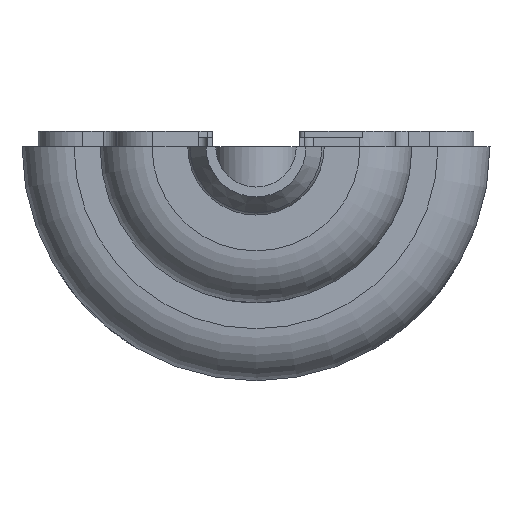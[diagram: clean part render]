
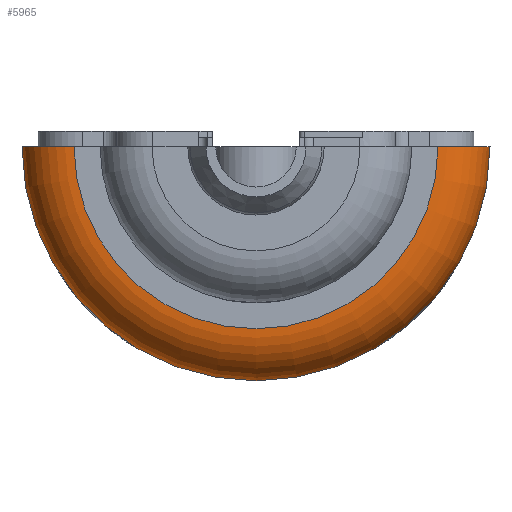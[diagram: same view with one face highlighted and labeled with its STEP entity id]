
A CAD part, front view. The second image highlights one B-rep face of the part: STEP entity #5965.
In plain terms, the highlighted toroidal (fillet/blend) face has major radius 17.78 mm and minor radius 5.08 mm.
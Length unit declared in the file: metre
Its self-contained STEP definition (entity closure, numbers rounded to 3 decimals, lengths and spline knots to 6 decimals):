
#1165=TOROIDAL_SURFACE('',#6499,0.01778,0.00508);
#1229=CIRCLE('',#6314,0.00508);
#1315=CIRCLE('',#6442,0.00508);
#1332=CIRCLE('',#6463,0.02286);
#1343=CIRCLE('',#6481,0.01778);
#2152=ORIENTED_EDGE('',*,*,#3834,.F.);
#2153=ORIENTED_EDGE('',*,*,#3888,.F.);
#2154=ORIENTED_EDGE('',*,*,#3478,.F.);
#2155=ORIENTED_EDGE('',*,*,#3874,.F.);
#3478=EDGE_CURVE('',#4393,#4394,#1229,.F.);
#3834=EDGE_CURVE('',#4729,#4730,#1315,.T.);
#3874=EDGE_CURVE('',#4730,#4393,#1332,.F.);
#3888=EDGE_CURVE('',#4394,#4729,#1343,.T.);
#4393=VERTEX_POINT('',#8923);
#4394=VERTEX_POINT('',#8925);
#4729=VERTEX_POINT('',#9947);
#4730=VERTEX_POINT('',#9949);
#5109=EDGE_LOOP('',(#2152,#2153,#2154,#2155));
#5515=FACE_BOUND('',#5109,.T.);
#5965=ADVANCED_FACE('',(#5515),#1165,.T.);
#6314=AXIS2_PLACEMENT_3D('',#8924,#7052,#7053);
#6442=AXIS2_PLACEMENT_3D('',#9948,#7506,#7507);
#6463=AXIS2_PLACEMENT_3D('',#10052,#7569,#7570);
#6481=AXIS2_PLACEMENT_3D('',#10125,#7605,#7606);
#6499=AXIS2_PLACEMENT_3D('',#10143,#7641,#7642);
#7052=DIRECTION('',(0.,0.,-1.));
#7053=DIRECTION('',(-1.,0.,0.));
#7506=DIRECTION('',(0.,0.,1.));
#7507=DIRECTION('',(1.,0.,0.));
#7569=DIRECTION('',(0.,-1.,0.));
#7570=DIRECTION('',(0.,0.,-1.));
#7605=DIRECTION('',(0.,-1.,0.));
#7606=DIRECTION('',(0.,0.,-1.));
#7641=DIRECTION('',(0.,-1.,0.));
#7642=DIRECTION('',(0.,0.,-1.));
#8923=CARTESIAN_POINT('',(-0.02286,0.00508,0.));
#8924=CARTESIAN_POINT('',(-0.01778,0.00508,0.));
#8925=CARTESIAN_POINT('',(-0.01778,0.,0.));
#9947=CARTESIAN_POINT('',(0.01778,0.,0.));
#9948=CARTESIAN_POINT('',(0.01778,0.00508,0.));
#9949=CARTESIAN_POINT('',(0.02286,0.00508,0.));
#10052=CARTESIAN_POINT('',(0.,0.00508,0.));
#10125=CARTESIAN_POINT('',(0.,0.,0.));
#10143=CARTESIAN_POINT('',(0.,0.00508,0.));
